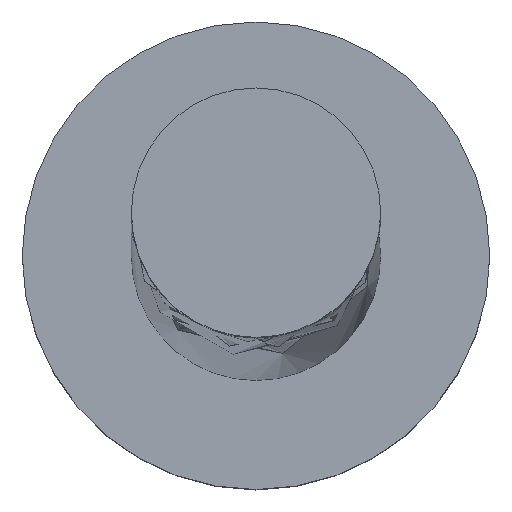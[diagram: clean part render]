
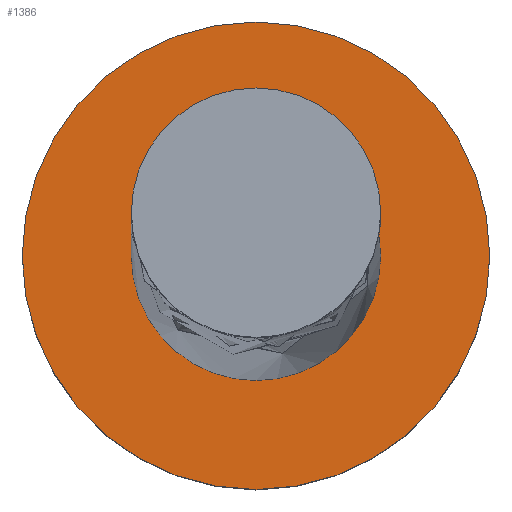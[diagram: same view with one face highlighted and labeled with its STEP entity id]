
A CAD part, top view. The second image highlights one B-rep face of the part: STEP entity #1386.
In plain terms, the highlighted planar face has unit normal (0, 0, 1).
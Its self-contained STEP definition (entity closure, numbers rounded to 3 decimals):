
#1 = DIRECTION ( 'NONE',  ( 0., 0., 1. ) ) ;
#7 = DIRECTION ( 'NONE',  ( 1., 0., 0. ) ) ;
#49 = EDGE_LOOP ( 'NONE', ( #1275, #668 ) ) ;
#56 = CARTESIAN_POINT ( 'NONE',  ( 1.5, 0., 1.5 ) ) ;
#93 = VERTEX_POINT ( 'NONE', #1054 ) ;
#105 = EDGE_LOOP ( 'NONE', ( #630, #1147 ) ) ;
#111 = FACE_OUTER_BOUND ( 'NONE', #49, .T. ) ;
#126 = PLANE ( 'NONE',  #394 ) ;
#147 = CIRCLE ( 'NONE', #195, 1.5 ) ;
#164 = AXIS2_PLACEMENT_3D ( 'NONE', #1075, #1525, #1174 ) ;
#165 = VERTEX_POINT ( 'NONE', #974 ) ;
#190 = CIRCLE ( 'NONE', #1020, 1.5 ) ;
#195 = AXIS2_PLACEMENT_3D ( 'NONE', #587, #1058, #936 ) ;
#270 = EDGE_CURVE ( 'NONE', #93, #1506, #190, .T. ) ;
#340 = FACE_BOUND ( 'NONE', #105, .T. ) ;
#394 = AXIS2_PLACEMENT_3D ( 'NONE', #1189, #1, #482 ) ;
#482 = DIRECTION ( 'NONE',  ( 1., 0., 0. ) ) ;
#508 = EDGE_CURVE ( 'NONE', #1230, #165, #1194, .T. ) ;
#543 = CARTESIAN_POINT ( 'NONE',  ( 0., 0., 1.5 ) ) ;
#587 = CARTESIAN_POINT ( 'NONE',  ( 0., 0., 1.5 ) ) ;
#630 = ORIENTED_EDGE ( 'NONE', *, *, #1224, .F. ) ;
#648 = CIRCLE ( 'NONE', #164, 0.8 ) ;
#668 = ORIENTED_EDGE ( 'NONE', *, *, #1317, .T. ) ;
#936 = DIRECTION ( 'NONE',  ( 1., 0., 0. ) ) ;
#955 = CARTESIAN_POINT ( 'NONE',  ( 0.8, 0., 1.5 ) ) ;
#974 = CARTESIAN_POINT ( 'NONE',  ( -0.8, 0., 1.5 ) ) ;
#1020 = AXIS2_PLACEMENT_3D ( 'NONE', #543, #1245, #1487 ) ;
#1054 = CARTESIAN_POINT ( 'NONE',  ( -1.5, 0., 1.5 ) ) ;
#1058 = DIRECTION ( 'NONE',  ( 0., 0., 1. ) ) ;
#1075 = CARTESIAN_POINT ( 'NONE',  ( 0., 0., 1.5 ) ) ;
#1087 = CARTESIAN_POINT ( 'NONE',  ( 0., 0., 1.5 ) ) ;
#1143 = AXIS2_PLACEMENT_3D ( 'NONE', #1087, #1311, #7 ) ;
#1147 = ORIENTED_EDGE ( 'NONE', *, *, #508, .F. ) ;
#1174 = DIRECTION ( 'NONE',  ( 1., 0., 0. ) ) ;
#1189 = CARTESIAN_POINT ( 'NONE',  ( 0., 0., 1.5 ) ) ;
#1194 = CIRCLE ( 'NONE', #1143, 0.8 ) ;
#1224 = EDGE_CURVE ( 'NONE', #165, #1230, #648, .T. ) ;
#1230 = VERTEX_POINT ( 'NONE', #955 ) ;
#1245 = DIRECTION ( 'NONE',  ( 0., 0., 1. ) ) ;
#1275 = ORIENTED_EDGE ( 'NONE', *, *, #270, .T. ) ;
#1311 = DIRECTION ( 'NONE',  ( 0., 0., 1. ) ) ;
#1317 = EDGE_CURVE ( 'NONE', #1506, #93, #147, .T. ) ;
#1386 = ADVANCED_FACE ( 'NONE', ( #340, #111 ), #126, .T. ) ;
#1487 = DIRECTION ( 'NONE',  ( 1., 0., 0. ) ) ;
#1506 = VERTEX_POINT ( 'NONE', #56 ) ;
#1525 = DIRECTION ( 'NONE',  ( 0., 0., 1. ) ) ;
